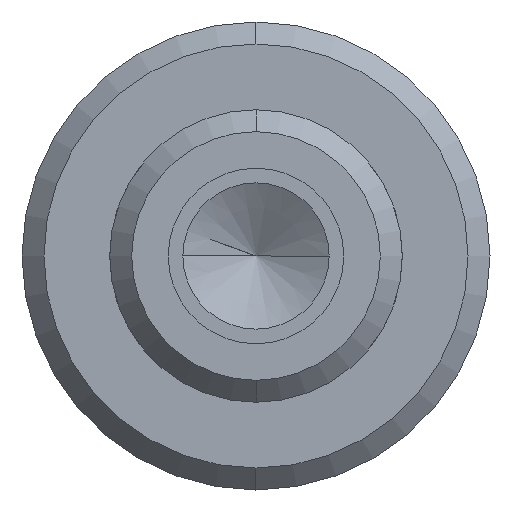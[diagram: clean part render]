
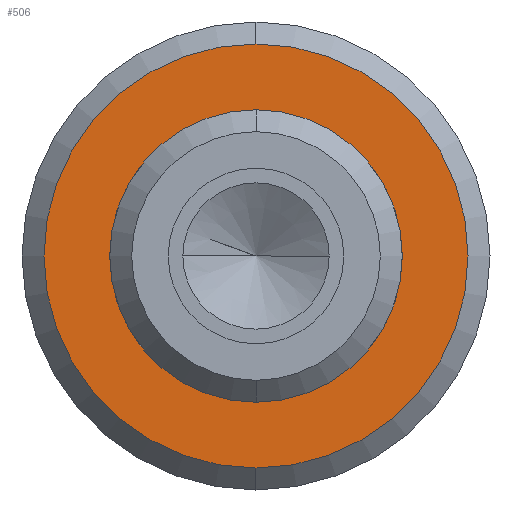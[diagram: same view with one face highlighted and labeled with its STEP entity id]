
A CAD part, left-side view. The second image highlights one B-rep face of the part: STEP entity #506.
In plain terms, the highlighted planar face has unit normal (-1, 0, 0).
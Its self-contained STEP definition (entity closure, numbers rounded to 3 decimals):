
#132=CARTESIAN_POINT('',(40.2,0.,10.));
#133=VERTEX_POINT('',#132);
#142=CARTESIAN_POINT('',(40.2,0.,-10.));
#143=VERTEX_POINT('',#142);
#144=CARTESIAN_POINT('',(40.2,0.,0.));
#145=DIRECTION('',(-1.0,0.0,0.0));
#146=DIRECTION('',(0.0,0.0,1.0));
#147=AXIS2_PLACEMENT_3D('',#144,#145,#146);
#148=CIRCLE('',#147,10.0);
#149=EDGE_CURVE('',#133,#143,#148,.T.);
#412=CARTESIAN_POINT('',(40.2,0.,14.5));
#413=VERTEX_POINT('',#412);
#420=CARTESIAN_POINT('',(40.2,0.,-14.5));
#421=VERTEX_POINT('',#420);
#422=CARTESIAN_POINT('',(40.2,0.,0.));
#423=DIRECTION('',(1.0,0.0,0.0));
#424=DIRECTION('',(0.0,0.0,1.0));
#425=AXIS2_PLACEMENT_3D('',#422,#423,#424);
#426=CIRCLE('',#425,14.5);
#427=EDGE_CURVE('',#413,#421,#426,.T.);
#481=CARTESIAN_POINT('',(40.2,0.,7.25));
#482=DIRECTION('',(-1.0,0.0,0.0));
#483=DIRECTION('',(0.0,-1.0,0.0));
#484=AXIS2_PLACEMENT_3D('',#481,#482,#483);
#485=PLANE('',#484);
#486=ORIENTED_EDGE('',*,*,#427,.F.);
#487=CARTESIAN_POINT('',(40.2,0.,0.));
#488=DIRECTION('',(1.0,0.0,0.0));
#489=DIRECTION('',(0.0,0.0,1.0));
#490=AXIS2_PLACEMENT_3D('',#487,#488,#489);
#491=CIRCLE('',#490,14.5);
#492=EDGE_CURVE('',#421,#413,#491,.T.);
#493=ORIENTED_EDGE('',*,*,#492,.F.);
#494=EDGE_LOOP('',(#486,#493));
#495=FACE_OUTER_BOUND('',#494,.T.);
#496=CARTESIAN_POINT('',(40.2,0.,0.));
#497=DIRECTION('',(-1.0,0.0,0.0));
#498=DIRECTION('',(0.0,0.0,1.0));
#499=AXIS2_PLACEMENT_3D('',#496,#497,#498);
#500=CIRCLE('',#499,10.0);
#501=EDGE_CURVE('',#143,#133,#500,.T.);
#502=ORIENTED_EDGE('',*,*,#501,.F.);
#503=ORIENTED_EDGE('',*,*,#149,.F.);
#504=EDGE_LOOP('',(#502,#503));
#505=FACE_BOUND('',#504,.T.);
#506=ADVANCED_FACE('',(#495,#505),#485,.T.);
